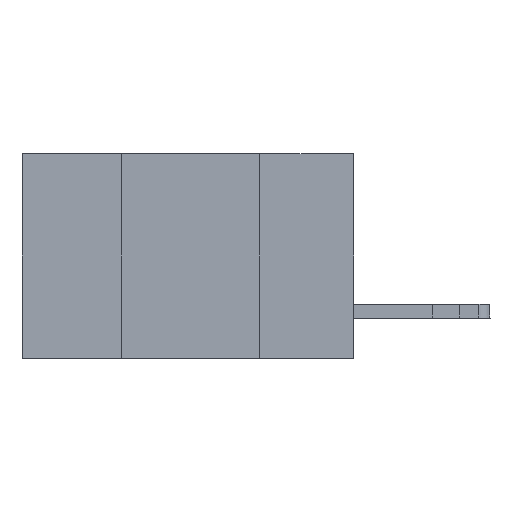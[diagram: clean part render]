
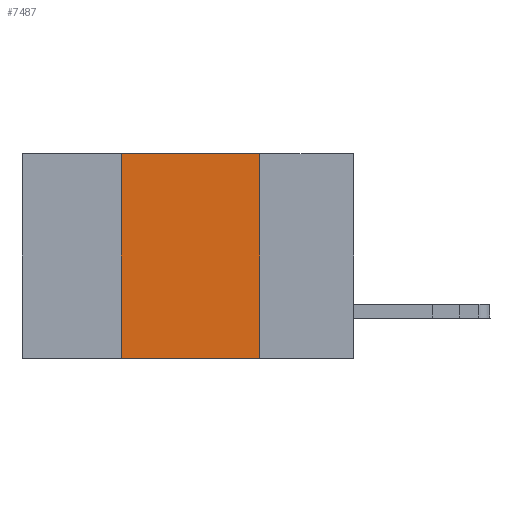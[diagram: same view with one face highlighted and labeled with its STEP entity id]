
A CAD part, left-side view. The second image highlights one B-rep face of the part: STEP entity #7487.
In plain terms, the highlighted planar face has unit normal (-1, 0, 0).
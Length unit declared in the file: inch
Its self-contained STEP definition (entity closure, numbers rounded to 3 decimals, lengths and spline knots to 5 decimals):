
#117 = LINE ( 'NONE', #9098, #18491 ) ;
#521 = LINE ( 'NONE', #12147, #4863 ) ;
#885 = VERTEX_POINT ( 'NONE', #2726 ) ;
#1525 = DIRECTION ( 'NONE',  ( 0., 0., -1. ) ) ;
#2726 = CARTESIAN_POINT ( 'NONE',  ( 0., 0.42, -0.37 ) ) ;
#2750 = EDGE_CURVE ( 'NONE', #885, #6543, #7489, .T. ) ;
#4863 = VECTOR ( 'NONE', #4989, 39.37008 ) ;
#4989 = DIRECTION ( 'NONE',  ( 0., -1., 0. ) ) ;
#6543 = VERTEX_POINT ( 'NONE', #12921 ) ;
#7465 = FACE_OUTER_BOUND ( 'NONE', #17083, .T. ) ;
#7470 = VERTEX_POINT ( 'NONE', #9340 ) ;
#7487 = ADVANCED_FACE ( 'NONE', ( #7465 ), #7657, .F. ) ;
#7489 = LINE ( 'NONE', #13555, #8027 ) ;
#7555 = DIRECTION ( 'NONE',  ( 1., 0., 0. ) ) ;
#7657 = PLANE ( 'NONE',  #13266 ) ;
#8027 = VECTOR ( 'NONE', #13175, 39.37008 ) ;
#9098 = CARTESIAN_POINT ( 'NONE',  ( 0., 0.6, -0.37 ) ) ;
#9340 = CARTESIAN_POINT ( 'NONE',  ( 0., 0.17, -0.37 ) ) ;
#9903 = EDGE_CURVE ( 'NONE', #885, #7470, #117, .T. ) ;
#11010 = ORIENTED_EDGE ( 'NONE', *, *, #11012, .F. ) ;
#11012 = EDGE_CURVE ( 'NONE', #15438, #7470, #14128, .T. ) ;
#11016 = ORIENTED_EDGE ( 'NONE', *, *, #15721, .F. ) ;
#12147 = CARTESIAN_POINT ( 'NONE',  ( 0., 0.6, 0. ) ) ;
#12350 = CARTESIAN_POINT ( 'NONE',  ( 0., 0.6, 0. ) ) ;
#12921 = CARTESIAN_POINT ( 'NONE',  ( 0., 0.42, 0. ) ) ;
#13175 = DIRECTION ( 'NONE',  ( 0., 0., 1. ) ) ;
#13266 = AXIS2_PLACEMENT_3D ( 'NONE', #12350, #7555, #1525 ) ;
#13555 = CARTESIAN_POINT ( 'NONE',  ( 0., 0.42, 0. ) ) ;
#14128 = LINE ( 'NONE', #18528, #14541 ) ;
#14212 = CARTESIAN_POINT ( 'NONE',  ( 0., 0.17, 0. ) ) ;
#14360 = ORIENTED_EDGE ( 'NONE', *, *, #2750, .F. ) ;
#14541 = VECTOR ( 'NONE', #18241, 39.37008 ) ;
#15067 = DIRECTION ( 'NONE',  ( 0., -1., 0. ) ) ;
#15438 = VERTEX_POINT ( 'NONE', #14212 ) ;
#15721 = EDGE_CURVE ( 'NONE', #6543, #15438, #521, .T. ) ;
#17083 = EDGE_LOOP ( 'NONE', ( #11010, #11016, #14360, #18087 ) ) ;
#18087 = ORIENTED_EDGE ( 'NONE', *, *, #9903, .T. ) ;
#18241 = DIRECTION ( 'NONE',  ( 0., 0., -1. ) ) ;
#18491 = VECTOR ( 'NONE', #15067, 39.37008 ) ;
#18528 = CARTESIAN_POINT ( 'NONE',  ( 0., 0.17, 0. ) ) ;
